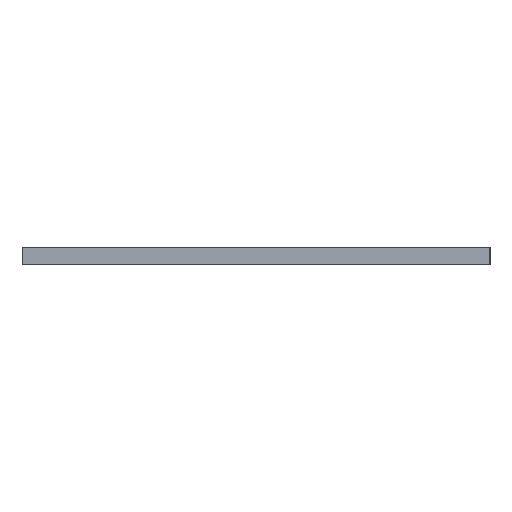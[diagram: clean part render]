
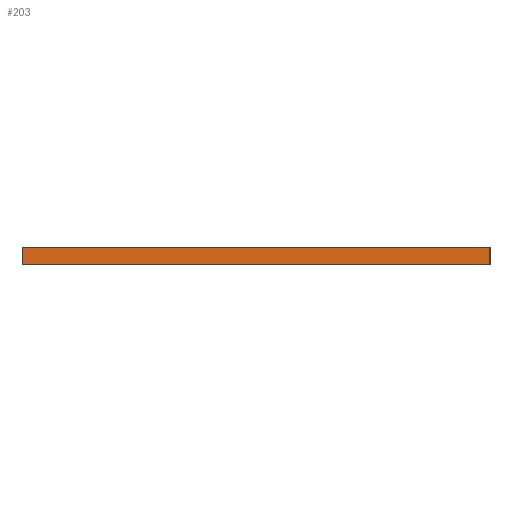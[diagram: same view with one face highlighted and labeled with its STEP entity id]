
A CAD part, left-side view. The second image highlights one B-rep face of the part: STEP entity #203.
In plain terms, the highlighted planar face has unit normal (-1, 0, 0).
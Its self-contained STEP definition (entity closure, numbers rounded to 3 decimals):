
#99 = VECTOR ( 'NONE', #776, 1000. ) ;
#144 = DIRECTION ( 'NONE',  ( 0., 0., -1. ) ) ;
#145 = FACE_OUTER_BOUND ( 'NONE', #265, .T. ) ;
#149 = CARTESIAN_POINT ( 'NONE',  ( 0.189, 134., 0. ) ) ;
#154 = VERTEX_POINT ( 'NONE', #434 ) ;
#156 = VERTEX_POINT ( 'NONE', #568 ) ;
#159 = ORIENTED_EDGE ( 'NONE', *, *, #279, .T. ) ;
#178 = ORIENTED_EDGE ( 'NONE', *, *, #978, .T. ) ;
#203 = ADVANCED_FACE ( 'NONE', ( #145 ), #946, .F. ) ;
#225 = CARTESIAN_POINT ( 'NONE',  ( 0.189, 0., 0. ) ) ;
#240 = CARTESIAN_POINT ( 'NONE',  ( 0.189, 134., 5. ) ) ;
#265 = EDGE_LOOP ( 'NONE', ( #178, #798, #446, #159 ) ) ;
#269 = DIRECTION ( 'NONE',  ( 1., 0., 0. ) ) ;
#279 = EDGE_CURVE ( 'NONE', #154, #736, #919, .T. ) ;
#304 = LINE ( 'NONE', #922, #587 ) ;
#329 = VERTEX_POINT ( 'NONE', #225 ) ;
#434 = CARTESIAN_POINT ( 'NONE',  ( 0.189, 134., 5. ) ) ;
#446 = ORIENTED_EDGE ( 'NONE', *, *, #761, .F. ) ;
#451 = CARTESIAN_POINT ( 'NONE',  ( 0.189, 100., 5. ) ) ;
#503 = AXIS2_PLACEMENT_3D ( 'NONE', #451, #269, #870 ) ;
#508 = VECTOR ( 'NONE', #983, 1000. ) ;
#560 = LINE ( 'NONE', #712, #909 ) ;
#568 = CARTESIAN_POINT ( 'NONE',  ( 0.189, 0., 5. ) ) ;
#587 = VECTOR ( 'NONE', #144, 1000. ) ;
#680 = LINE ( 'NONE', #917, #508 ) ;
#712 = CARTESIAN_POINT ( 'NONE',  ( 0.189, 134., 0. ) ) ;
#736 = VERTEX_POINT ( 'NONE', #149 ) ;
#761 = EDGE_CURVE ( 'NONE', #154, #156, #680, .T. ) ;
#771 = EDGE_CURVE ( 'NONE', #156, #329, #304, .T. ) ;
#776 = DIRECTION ( 'NONE',  ( 0., 0., -1. ) ) ;
#798 = ORIENTED_EDGE ( 'NONE', *, *, #771, .F. ) ;
#868 = DIRECTION ( 'NONE',  ( 0., -1., 0. ) ) ;
#870 = DIRECTION ( 'NONE',  ( 0., 1., 0. ) ) ;
#909 = VECTOR ( 'NONE', #868, 1000. ) ;
#917 = CARTESIAN_POINT ( 'NONE',  ( 0.189, 134., 5. ) ) ;
#919 = LINE ( 'NONE', #240, #99 ) ;
#922 = CARTESIAN_POINT ( 'NONE',  ( 0.189, 0., 5. ) ) ;
#946 = PLANE ( 'NONE',  #503 ) ;
#978 = EDGE_CURVE ( 'NONE', #736, #329, #560, .T. ) ;
#983 = DIRECTION ( 'NONE',  ( 0., -1., 0. ) ) ;
